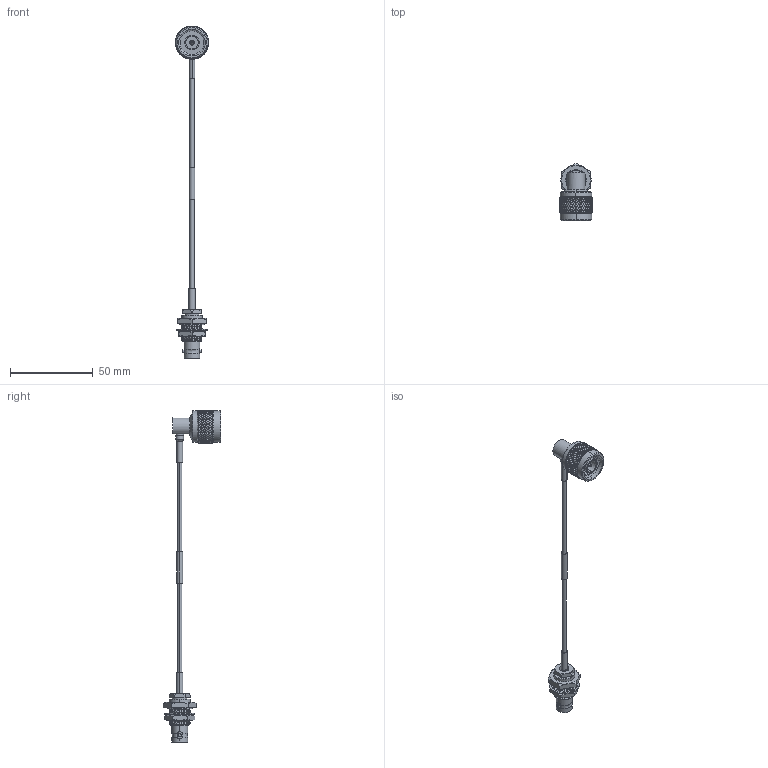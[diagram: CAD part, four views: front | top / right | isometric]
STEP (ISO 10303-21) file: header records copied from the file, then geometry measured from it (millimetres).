
FILE_DESCRIPTION (( 'STEP AP214' ), '1' );
FILE_NAME ('LCCA30638.step', '2020-05-06T20:39:18', ( '' ), ( '' ), 'SwSTEP 2.0', 'SolidWorks 2018', '' );
FILE_SCHEMA (( 'AUTOMOTIVE_DESIGN' ));
Length unit declared in the file: inch
Products named in the file (5): Label^LCCA30638; LCCA30638; LCCN3052^LCCA30638_Heat shrink; LC085TBJ^LCCA30638; LCCN3066^LCCA30638_Heat Shrink
Assembly tree (4 placements, depth 2):
  LCCA30638
    LC085TBJ^LCCA30638
    Label^LCCA30638
    LCCN3066^LCCA30638_Heat Shrink
    LCCN3052^LCCA30638_Heat shrink
Bounding box: 20.07 x 34.95 x 200.48 mm (x, y, z)
Volume: 8013.6 mm3; surface area: 9474.9 mm2
Topology: 8 solids, 9 shells, 2575 faces, 5397 edges, 2859 vertices
Faces by surface type: bspline 1683, cylinder 516, cone 283, plane 87, torus 4, sphere 2
Entity records: 109027 total; most frequent: CARTESIAN_POINT 72801, ORIENTED_EDGE 10794, EDGE_CURVE 5397, DIRECTION 3280, VERTEX_POINT 2859, EDGE_LOOP 2600, FACE_OUTER_BOUND 2575, ADVANCED_FACE 2575
